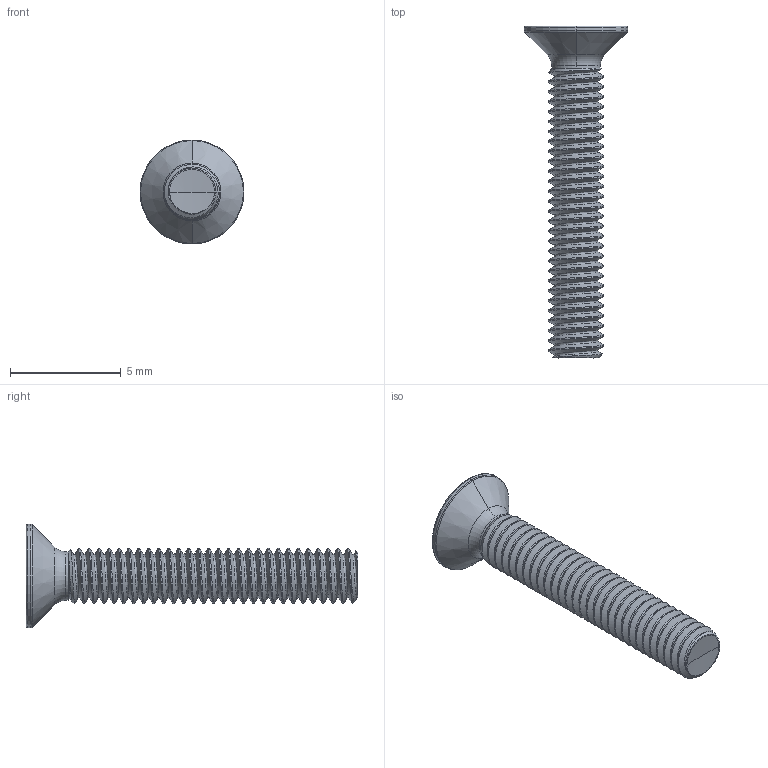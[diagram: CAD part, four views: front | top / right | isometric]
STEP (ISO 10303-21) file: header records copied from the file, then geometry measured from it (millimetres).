
FILE_DESCRIPTION (( 'STEP AP203' ), '1' );
FILE_NAME ('STM330250150.STEP', '2019-03-15T20:27:11', ( '' ), ( '' ), 'SwSTEP 2.0', 'SolidWorks 2015', '' );
FILE_SCHEMA (( 'CONFIG_CONTROL_DESIGN' ));
Length unit declared in the file: millimetre
Products named in the file (1): STM330250150
Bounding box: 4.7 x 15 x 4.7 mm (x, y, z)
Volume: 67.3 mm3; surface area: 206.6 mm2
Topology: 1 solids, 1 shells, 215 faces, 520 edges, 306 vertices
Faces by surface type: cylinder 101, bspline 46, sphere 26, plane 24, cone 10, torus 8
Entity records: 27267 total; most frequent: CARTESIAN_POINT 22878, ORIENTED_EDGE 1036, DIRECTION 778, EDGE_CURVE 518, AXIS2_PLACEMENT_3D 315, VERTEX_POINT 306, EDGE_LOOP 216, FACE_OUTER_BOUND 215
